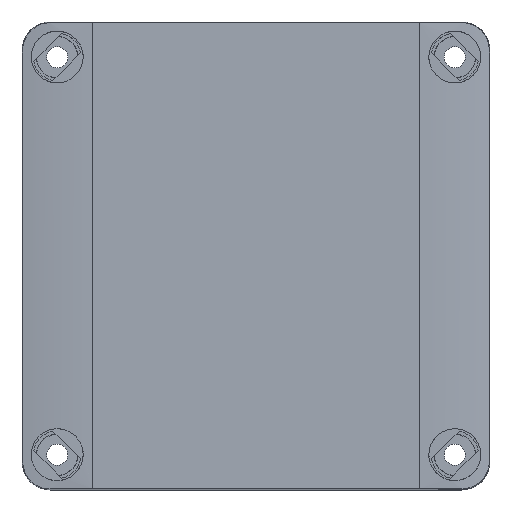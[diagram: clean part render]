
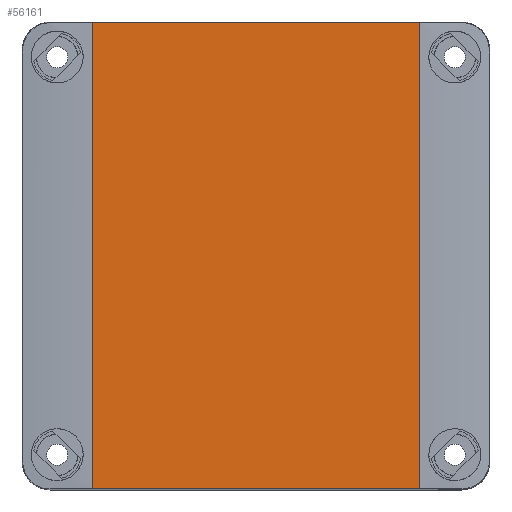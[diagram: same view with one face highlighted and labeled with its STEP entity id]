
A CAD part, top view. The second image highlights one B-rep face of the part: STEP entity #56161.
In plain terms, the highlighted face is planar.
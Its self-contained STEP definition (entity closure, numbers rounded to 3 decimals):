
#50809=DIRECTION('',(0.,0.,1.));
#50810=VECTOR('',#50809,99.651);
#50811=CARTESIAN_POINT('',(35.,10.,-49.825));
#50812=LINE('',#50811,#50810);
#50817=DIRECTION('',(-1.,0.,0.));
#50818=VECTOR('',#50817,70.);
#50819=CARTESIAN_POINT('',(35.,10.,49.825));
#50820=LINE('',#50819,#50818);
#50824=DIRECTION('',(-1.,0.,0.));
#50825=VECTOR('',#50824,70.);
#50826=CARTESIAN_POINT('',(35.,10.,-49.825));
#50827=LINE('',#50826,#50825);
#54280=DIRECTION('',(0.,0.,1.));
#54281=VECTOR('',#54280,99.651);
#54282=CARTESIAN_POINT('',(-35.,10.,-49.825));
#54283=LINE('',#54282,#54281);
#55797=CARTESIAN_POINT('',(35.,10.,-49.825));
#55798=CARTESIAN_POINT('',(35.,10.,49.825));
#55799=VERTEX_POINT('',#55797);
#55800=VERTEX_POINT('',#55798);
#55801=CARTESIAN_POINT('',(-35.,10.,-49.825));
#55802=CARTESIAN_POINT('',(-35.,10.,49.825));
#55803=VERTEX_POINT('',#55801);
#55804=VERTEX_POINT('',#55802);
#56146=CARTESIAN_POINT('',(35.,10.,-50.));
#56147=DIRECTION('',(0.,1.,0.));
#56148=DIRECTION('',(-1.,0.,0.));
#56149=AXIS2_PLACEMENT_3D('',#56146,#56147,#56148);
#56150=PLANE('',#56149);
#56152=ORIENTED_EDGE('',*,*,#56151,.T.);
#56154=ORIENTED_EDGE('',*,*,#56153,.T.);
#56156=ORIENTED_EDGE('',*,*,#56155,.F.);
#56158=ORIENTED_EDGE('',*,*,#56157,.F.);
#56159=EDGE_LOOP('',(#56152,#56154,#56156,#56158));
#56160=FACE_OUTER_BOUND('',#56159,.F.);
#56161=ADVANCED_FACE('',(#56160),#56150,.T.);
#56151=EDGE_CURVE('',#55799,#55800,#50812,.T.);
#56153=EDGE_CURVE('',#55800,#55804,#50820,.T.);
#56155=EDGE_CURVE('',#55803,#55804,#54283,.T.);
#56157=EDGE_CURVE('',#55799,#55803,#50827,.T.);
